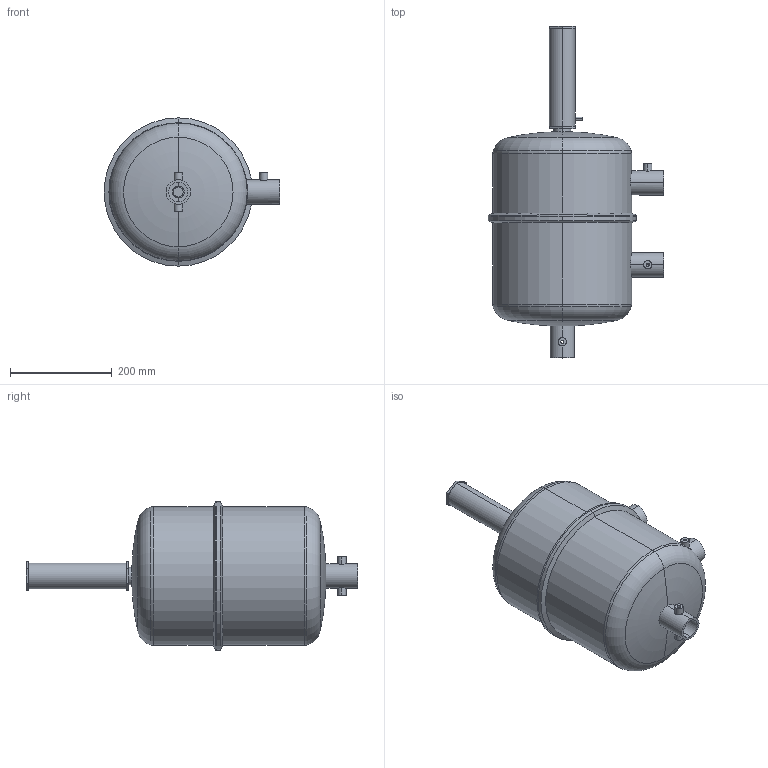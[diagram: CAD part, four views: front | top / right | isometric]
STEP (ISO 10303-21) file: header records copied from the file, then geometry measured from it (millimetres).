
FILE_DESCRIPTION (( 'STEP AP203' ), '1' );
FILE_NAME ('A1.5-90.STEP', '2020-07-22T10:11:49', ( '' ), ( '' ), 'SwSTEP 2.0', 'SolidWorks 2017', '' );
FILE_SCHEMA (( 'CONFIG_CONTROL_DESIGN' ));
Length unit declared in the file: inch
Products named in the file (1): A1.5-90
Bounding box: 346.2 x 653.7 x 292.1 mm (x, y, z)
Volume: 2479579.2 mm3; surface area: 919852.5 mm2
Topology: 4 solids, 4 shells, 119 faces, 272 edges, 162 vertices
Faces by surface type: cylinder 56, plane 27, torus 24, cone 12
Entity records: 4565 total; most frequent: CARTESIAN_POINT 1750, DIRECTION 602, ORIENTED_EDGE 544, EDGE_CURVE 272, AXIS2_PLACEMENT_3D 246, VERTEX_POINT 162, EDGE_LOOP 140, CIRCLE 126
